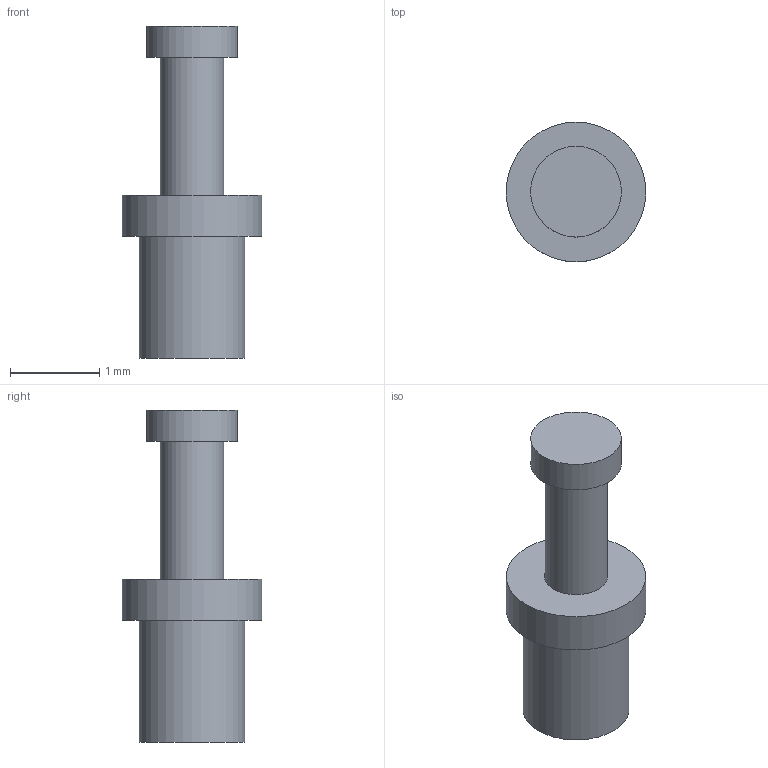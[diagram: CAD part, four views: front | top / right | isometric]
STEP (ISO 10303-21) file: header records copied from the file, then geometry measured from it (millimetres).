
FILE_DESCRIPTION(('STEP AP214'), '1');
FILE_NAME('1528-1', '', ('UNSPECIFIED'), ('UNSPECIFIED'), 'ASCON STEP Converter 1.6', 'ASCON Math Kernel', '');
FILE_SCHEMA(('AUTOMOTIVE_DESIGN { 1 0 10303 214 3 1 1}'));
Length unit declared in the file: millimetre
Bounding box: 1.57 x 1.57 x 3.73 mm (x, y, z)
Volume: 2.6 mm3; surface area: 20.8 mm2
Topology: 1 solids, 1 shells, 11 faces, 17 edges, 11 vertices
Faces by surface type: plane 5, cylinder 5, cone 1
Full cylindrical faces by diameter (mm): 0.71 x2, 1.02 x1, 1.19 x1, 1.57 x1
Entity records: 346 total; most frequent: DIRECTION 44, CARTESIAN_POINT 32, AXIS2_PLACEMENT_3D 22, EDGE_LOOP 20, ORIENTED_EDGE 20, COLOUR_RGB 12, FILL_AREA_STYLE_COLOUR 12, FILL_AREA_STYLE 12
